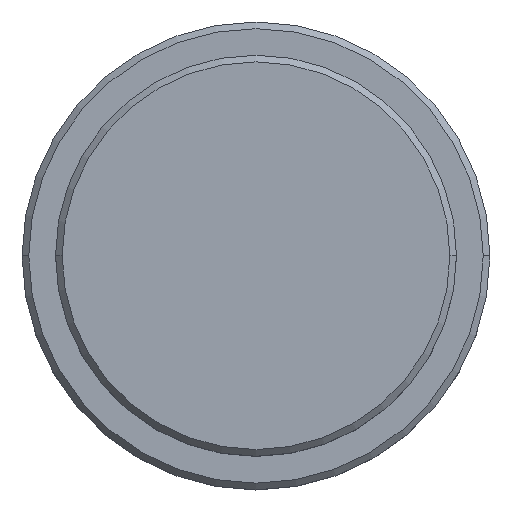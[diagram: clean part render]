
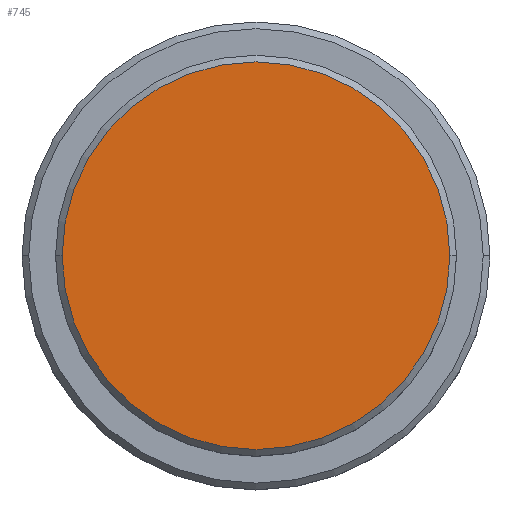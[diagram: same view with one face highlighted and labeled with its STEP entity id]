
A CAD part, top view. The second image highlights one B-rep face of the part: STEP entity #745.
In plain terms, the highlighted planar face has unit normal (0, 0, 1).
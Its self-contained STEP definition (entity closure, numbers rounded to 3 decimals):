
#146 = CIRCLE ( 'NONE', #1397, 14.5 ) ;
#151 = DIRECTION ( 'NONE',  ( 0., 0., 1. ) ) ;
#158 = DIRECTION ( 'NONE',  ( 1., 0., 0. ) ) ;
#172 = DIRECTION ( 'NONE',  ( 0., 0., 1. ) ) ;
#206 = DIRECTION ( 'NONE',  ( 1., 0., 0. ) ) ;
#228 = EDGE_CURVE ( 'NONE', #235, #903, #370, .T. ) ;
#235 = VERTEX_POINT ( 'NONE', #1086 ) ;
#269 = PLANE ( 'NONE',  #885 ) ;
#370 = CIRCLE ( 'NONE', #913, 14.5 ) ;
#441 = ORIENTED_EDGE ( 'NONE', *, *, #566, .T. ) ;
#566 = EDGE_CURVE ( 'NONE', #903, #235, #146, .T. ) ;
#745 = ADVANCED_FACE ( 'NONE', ( #1129 ), #269, .T. ) ;
#781 = CARTESIAN_POINT ( 'NONE',  ( 0., 0., 0. ) ) ;
#885 = AXIS2_PLACEMENT_3D ( 'NONE', #1358, #151, #925 ) ;
#903 = VERTEX_POINT ( 'NONE', #1153 ) ;
#913 = AXIS2_PLACEMENT_3D ( 'NONE', #781, #965, #206 ) ;
#925 = DIRECTION ( 'NONE',  ( 1., 0., 0. ) ) ;
#965 = DIRECTION ( 'NONE',  ( 0., 0., 1. ) ) ;
#1027 = ORIENTED_EDGE ( 'NONE', *, *, #228, .T. ) ;
#1078 = EDGE_LOOP ( 'NONE', ( #441, #1027 ) ) ;
#1086 = CARTESIAN_POINT ( 'NONE',  ( 14.5, 0., 0. ) ) ;
#1129 = FACE_OUTER_BOUND ( 'NONE', #1078, .T. ) ;
#1153 = CARTESIAN_POINT ( 'NONE',  ( -14.5, 0., 0. ) ) ;
#1228 = CARTESIAN_POINT ( 'NONE',  ( 0., 0., 0. ) ) ;
#1358 = CARTESIAN_POINT ( 'NONE',  ( 0., 0., 0. ) ) ;
#1397 = AXIS2_PLACEMENT_3D ( 'NONE', #1228, #172, #158 ) ;
